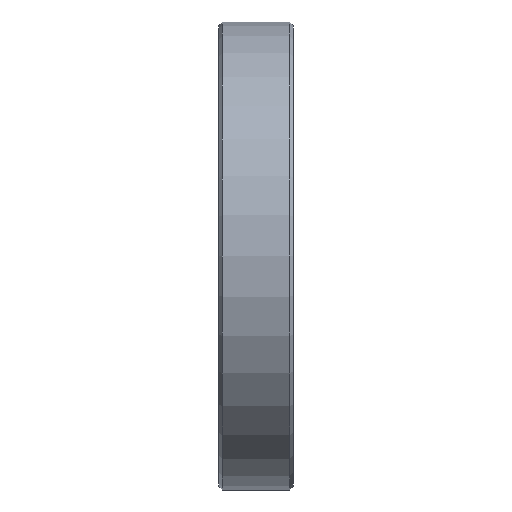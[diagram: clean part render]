
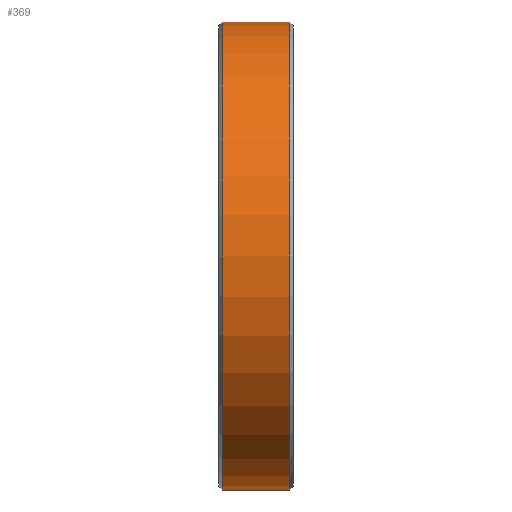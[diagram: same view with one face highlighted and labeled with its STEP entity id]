
A CAD part, left-side view. The second image highlights one B-rep face of the part: STEP entity #369.
In plain terms, the highlighted cylindrical face has radius 15.875 mm (diameter 31.75 mm), a partial arc.
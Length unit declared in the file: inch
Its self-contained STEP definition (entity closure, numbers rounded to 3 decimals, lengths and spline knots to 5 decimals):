
#7 = ORIENTED_EDGE ( 'NONE', *, *, #192, .T. ) ;
#21 = DIRECTION ( 'NONE',  ( 0., 0., -1. ) ) ;
#24 = LINE ( 'NONE', #379, #368 ) ;
#54 = AXIS2_PLACEMENT_3D ( 'NONE', #373, #336, #21 ) ;
#56 = EDGE_CURVE ( 'NONE', #101, #355, #206, .T. ) ;
#67 = EDGE_CURVE ( 'NONE', #363, #288, #340, .T. ) ;
#80 = FACE_OUTER_BOUND ( 'NONE', #347, .T. ) ;
#88 = DIRECTION ( 'NONE',  ( 0., -1., 0. ) ) ;
#101 = VERTEX_POINT ( 'NONE', #117 ) ;
#107 = CARTESIAN_POINT ( 'NONE',  ( 0., 0.01, 0.625 ) ) ;
#117 = CARTESIAN_POINT ( 'NONE',  ( 0., 0.01, -0.625 ) ) ;
#136 = CYLINDRICAL_SURFACE ( 'NONE', #234, 0.625 ) ;
#141 = CARTESIAN_POINT ( 'NONE',  ( 0., 0., 0. ) ) ;
#145 = CARTESIAN_POINT ( 'NONE',  ( 0., 0.01, 0. ) ) ;
#171 = DIRECTION ( 'NONE',  ( 0., 0., -1. ) ) ;
#191 = CARTESIAN_POINT ( 'NONE',  ( 0., 0., 0.625 ) ) ;
#192 = EDGE_CURVE ( 'NONE', #288, #101, #24, .T. ) ;
#206 = CIRCLE ( 'NONE', #287, 0.625 ) ;
#212 = VECTOR ( 'NONE', #286, 39.37008 ) ;
#219 = ORIENTED_EDGE ( 'NONE', *, *, #274, .F. ) ;
#234 = AXIS2_PLACEMENT_3D ( 'NONE', #141, #236, #171 ) ;
#236 = DIRECTION ( 'NONE',  ( 0., -1., 0. ) ) ;
#274 = EDGE_CURVE ( 'NONE', #363, #355, #315, .T. ) ;
#275 = DIRECTION ( 'NONE',  ( 0., 1., 0. ) ) ;
#286 = DIRECTION ( 'NONE',  ( 0., -1., 0. ) ) ;
#287 = AXIS2_PLACEMENT_3D ( 'NONE', #145, #275, #404 ) ;
#288 = VERTEX_POINT ( 'NONE', #361 ) ;
#313 = ORIENTED_EDGE ( 'NONE', *, *, #67, .T. ) ;
#315 = LINE ( 'NONE', #191, #212 ) ;
#327 = CARTESIAN_POINT ( 'NONE',  ( 0., 0.19, 0.625 ) ) ;
#336 = DIRECTION ( 'NONE',  ( 0., -1., 0. ) ) ;
#340 = CIRCLE ( 'NONE', #54, 0.625 ) ;
#347 = EDGE_LOOP ( 'NONE', ( #219, #313, #7, #380 ) ) ;
#355 = VERTEX_POINT ( 'NONE', #107 ) ;
#361 = CARTESIAN_POINT ( 'NONE',  ( 0., 0.19, -0.625 ) ) ;
#363 = VERTEX_POINT ( 'NONE', #327 ) ;
#368 = VECTOR ( 'NONE', #88, 39.37008 ) ;
#369 = ADVANCED_FACE ( 'NONE', ( #80 ), #136, .T. ) ;
#373 = CARTESIAN_POINT ( 'NONE',  ( 0., 0.19, 0. ) ) ;
#379 = CARTESIAN_POINT ( 'NONE',  ( 0., 0., -0.625 ) ) ;
#380 = ORIENTED_EDGE ( 'NONE', *, *, #56, .T. ) ;
#404 = DIRECTION ( 'NONE',  ( 0., 0., -1. ) ) ;
